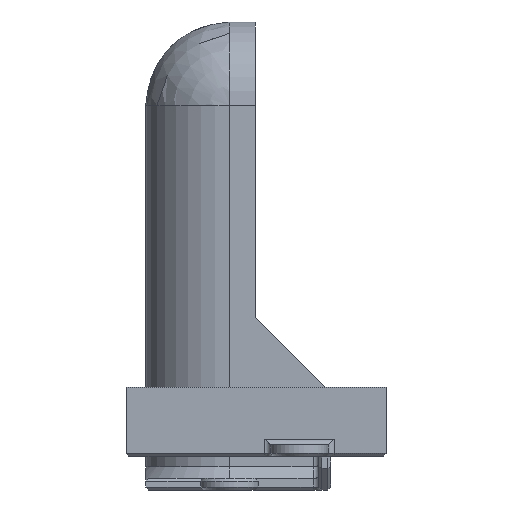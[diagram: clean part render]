
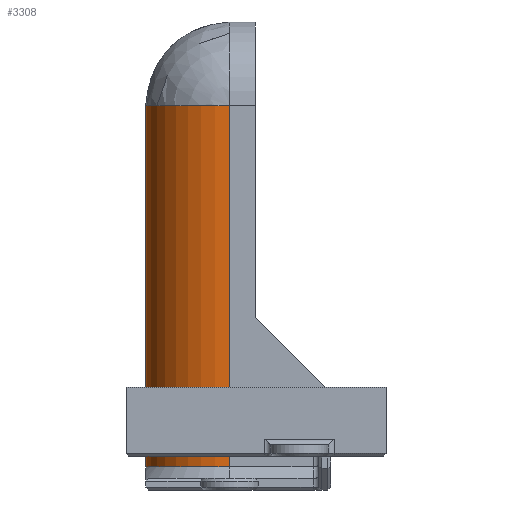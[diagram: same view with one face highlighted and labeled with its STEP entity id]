
A CAD part, front view. The second image highlights one B-rep face of the part: STEP entity #3308.
In plain terms, the highlighted cylindrical face has radius 14.5 mm (diameter 29 mm), a partial arc.
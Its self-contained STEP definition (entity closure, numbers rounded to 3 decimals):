
#406=FACE_OUTER_BOUND('',#616,.T.);
#616=EDGE_LOOP('',(#3042,#3043,#3044,#3045,#3046));
#694=CIRCLE('',#3490,14.5);
#737=CIRCLE('',#3626,14.5);
#738=CIRCLE('',#3628,14.5);
#936=LINE('',#6090,#1263);
#1061=LINE('',#6593,#1388);
#1263=VECTOR('',#4189,10.);
#1388=VECTOR('',#4522,10.);
#1535=VERTEX_POINT('',#5937);
#1539=VERTEX_POINT('',#5953);
#1590=VERTEX_POINT('',#6089);
#1676=VERTEX_POINT('',#6586);
#1677=VERTEX_POINT('',#6591);
#1907=EDGE_CURVE('',#1539,#1535,#694,.T.);
#1973=EDGE_CURVE('',#1535,#1590,#936,.T.);
#2139=EDGE_CURVE('',#1676,#1677,#1061,.T.);
#2140=EDGE_CURVE('',#1676,#1539,#737,.T.);
#2141=EDGE_CURVE('',#1590,#1677,#738,.T.);
#3042=ORIENTED_EDGE('',*,*,#2140,.F.);
#3043=ORIENTED_EDGE('',*,*,#2139,.T.);
#3044=ORIENTED_EDGE('',*,*,#2141,.F.);
#3045=ORIENTED_EDGE('',*,*,#1973,.F.);
#3046=ORIENTED_EDGE('',*,*,#1907,.F.);
#3125=CYLINDRICAL_SURFACE('',#3627,14.5);
#3308=ADVANCED_FACE('',(#406),#3125,.T.);
#3490=AXIS2_PLACEMENT_3D('',#5957,#4077,#4078);
#3626=AXIS2_PLACEMENT_3D('',#6596,#4527,#4528);
#3627=AXIS2_PLACEMENT_3D('',#6597,#4529,#4530);
#3628=AXIS2_PLACEMENT_3D('',#6598,#4531,#4532);
#4077=DIRECTION('center_axis',(0.,0.,-1.));
#4078=DIRECTION('ref_axis',(-1.,0.,0.));
#4189=DIRECTION('',(0.,0.,1.));
#4522=DIRECTION('',(0.,0.,1.));
#4527=DIRECTION('center_axis',(0.,0.,-1.));
#4528=DIRECTION('ref_axis',(-1.,0.,0.));
#4529=DIRECTION('center_axis',(0.,0.,1.));
#4530=DIRECTION('ref_axis',(-1.,0.,0.));
#4531=DIRECTION('center_axis',(0.,0.,1.));
#4532=DIRECTION('ref_axis',(1.,0.,0.));
#5937=CARTESIAN_POINT('',(50.,114.5,0.));
#5953=CARTESIAN_POINT('',(35.5,100.,0.));
#5957=CARTESIAN_POINT('Origin',(50.,100.,0.));
#6089=CARTESIAN_POINT('',(50.,114.5,62.5));
#6090=CARTESIAN_POINT('',(50.,114.5,0.));
#6586=CARTESIAN_POINT('',(50.,85.5,0.));
#6591=CARTESIAN_POINT('',(50.,85.5,62.5));
#6593=CARTESIAN_POINT('',(50.,85.5,0.));
#6596=CARTESIAN_POINT('Origin',(50.,100.,0.));
#6597=CARTESIAN_POINT('Origin',(50.,100.,0.));
#6598=CARTESIAN_POINT('Origin',(50.,100.,62.5));
